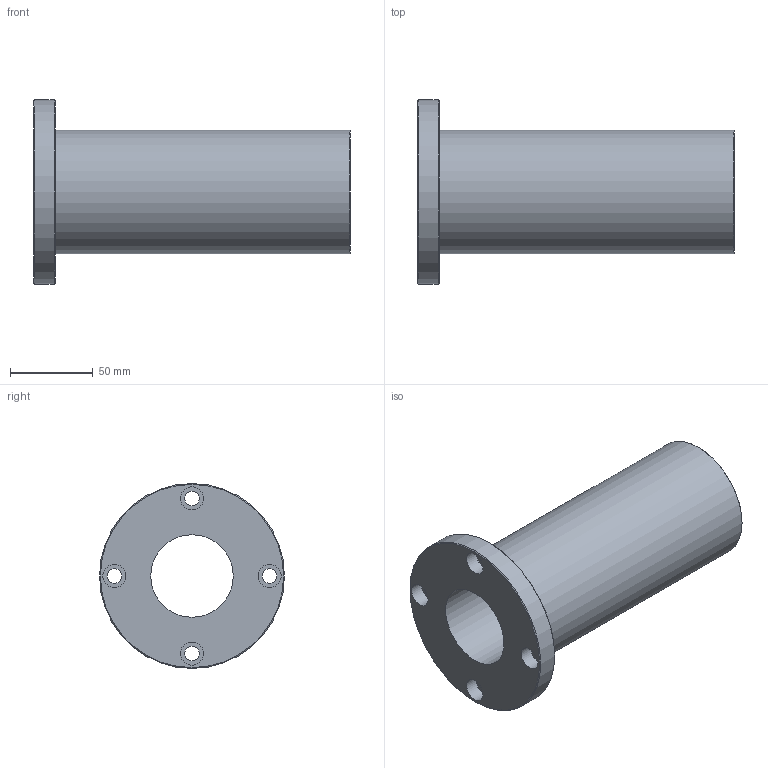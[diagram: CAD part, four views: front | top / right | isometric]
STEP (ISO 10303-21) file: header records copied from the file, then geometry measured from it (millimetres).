
FILE_DESCRIPTION(/* description */ ('Rundflansch mit Kunststoffkäfig beidseitig abgedichtet'),/* implementation_level */ '2;1');
FILE_NAME(/* name */ '101618-0.step',/* time_stamp */ '2021-09-03T11:00:16+02:00',/* author */ ('Praktikum'),/* organization */ (''),/* preprocessor_version */ 'ST-DEVELOPER v18.1',/* originating_system */ 'Autodesk Inventor 2021',/* authorisation */ '');
FILE_SCHEMA (('AUTOMOTIVE_DESIGN { 1 0 10303 214 3 1 1 }'));
Length unit declared in the file: millimetre
Products named in the file (1): leer
Bounding box: 192 x 112 x 112 mm (x, y, z)
Volume: 535531.6 mm3; surface area: 93880.6 mm2
Topology: 1 solids, 1 shells, 21 faces, 42 edges, 28 vertices
Faces by surface type: cylinder 11, plane 7, cone 3
Full cylindrical faces by diameter (mm): 9 x4, 14 x4, 50 x1, 75 x1, 112 x1
Entity records: 625 total; most frequent: DIRECTION 114, CARTESIAN_POINT 92, ORIENTED_EDGE 84, AXIS2_PLACEMENT_3D 50, EDGE_CURVE 42, EDGE_LOOP 36, CIRCLE 28, VERTEX_POINT 28
